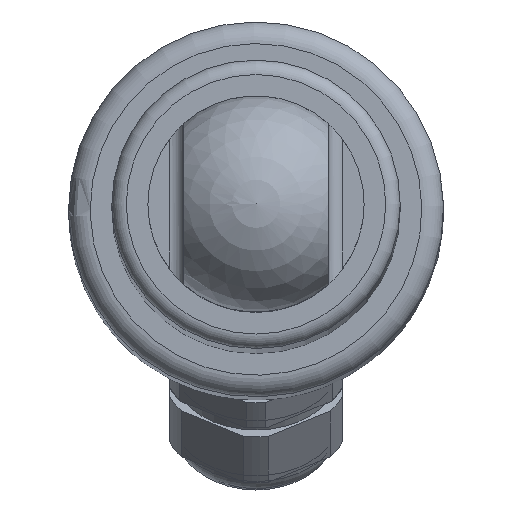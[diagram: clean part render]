
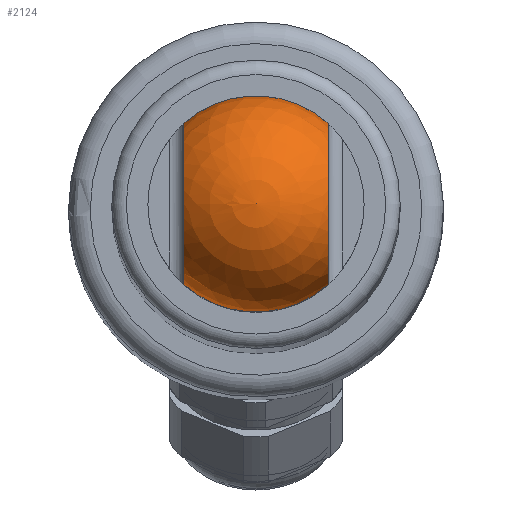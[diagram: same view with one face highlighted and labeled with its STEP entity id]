
A CAD part, top view. The second image highlights one B-rep face of the part: STEP entity #2124.
In plain terms, the highlighted spherical face has radius 7.5 mm.
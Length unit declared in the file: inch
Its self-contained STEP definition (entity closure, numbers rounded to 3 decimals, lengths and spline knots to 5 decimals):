
#56=SPHERICAL_SURFACE('',#2336,0.29528);
#209=FACE_OUTER_BOUND('',#334,.T.);
#334=EDGE_LOOP('',(#1823,#1824,#1825,#1826,#1827,#1828,#1829));
#448=CIRCLE('',#2332,0.29528);
#450=CIRCLE('',#2334,0.29528);
#452=CIRCLE('',#2337,0.22009);
#453=CIRCLE('',#2338,0.29528);
#454=CIRCLE('',#2339,0.22009);
#455=CIRCLE('',#2340,0.22009);
#961=VERTEX_POINT('',#6641);
#962=VERTEX_POINT('',#6643);
#967=VERTEX_POINT('',#6671);
#968=VERTEX_POINT('',#6673);
#971=VERTEX_POINT('',#6690);
#972=VERTEX_POINT('',#6692);
#1258=EDGE_CURVE('',#962,#961,#448,.T.);
#1264=EDGE_CURVE('',#967,#968,#450,.T.);
#1268=EDGE_CURVE('',#961,#971,#452,.T.);
#1269=EDGE_CURVE('',#971,#972,#453,.T.);
#1270=EDGE_CURVE('',#971,#968,#454,.T.);
#1271=EDGE_CURVE('',#967,#962,#455,.T.);
#1823=ORIENTED_EDGE('',*,*,#1258,.T.);
#1824=ORIENTED_EDGE('',*,*,#1268,.T.);
#1825=ORIENTED_EDGE('',*,*,#1269,.T.);
#1826=ORIENTED_EDGE('',*,*,#1269,.F.);
#1827=ORIENTED_EDGE('',*,*,#1270,.T.);
#1828=ORIENTED_EDGE('',*,*,#1264,.F.);
#1829=ORIENTED_EDGE('',*,*,#1271,.T.);
#2124=ADVANCED_FACE('',(#209),#56,.T.);
#2332=AXIS2_PLACEMENT_3D('',#6644,#2806,#2807);
#2334=AXIS2_PLACEMENT_3D('',#6674,#2812,#2813);
#2336=AXIS2_PLACEMENT_3D('',#6689,#2817,#2818);
#2337=AXIS2_PLACEMENT_3D('',#6691,#2819,#2820);
#2338=AXIS2_PLACEMENT_3D('',#6693,#2821,#2822);
#2339=AXIS2_PLACEMENT_3D('',#6694,#2823,#2824);
#2340=AXIS2_PLACEMENT_3D('',#6695,#2825,#2826);
#2806=DIRECTION('center_axis',(0.,0.,1.));
#2807=DIRECTION('ref_axis',(0.667,0.745,0.));
#2812=DIRECTION('center_axis',(0.,0.,-1.));
#2813=DIRECTION('ref_axis',(0.667,-0.745,0.));
#2817=DIRECTION('center_axis',(0.,0.,-1.));
#2818=DIRECTION('ref_axis',(1.,0.,0.));
#2819=DIRECTION('center_axis',(1.,0.,0.));
#2820=DIRECTION('ref_axis',(0.,1.,0.));
#2821=DIRECTION('center_axis',(0.,1.,0.));
#2822=DIRECTION('ref_axis',(-1.,0.,0.));
#2823=DIRECTION('center_axis',(1.,0.,0.));
#2824=DIRECTION('ref_axis',(0.,1.,0.));
#2825=DIRECTION('center_axis',(-1.,0.,0.));
#2826=DIRECTION('ref_axis',(0.,0.,1.));
#6641=CARTESIAN_POINT('',(-0.19685,0.22009,13.69299));
#6643=CARTESIAN_POINT('',(0.19685,0.22009,13.69299));
#6644=CARTESIAN_POINT('Origin',(0.,0.,13.69299));
#6671=CARTESIAN_POINT('',(0.19685,-0.22009,13.69299));
#6673=CARTESIAN_POINT('',(-0.19685,-0.22009,13.69299));
#6674=CARTESIAN_POINT('Origin',(0.,0.,13.69299));
#6689=CARTESIAN_POINT('Origin',(0.,0.,13.69299));
#6690=CARTESIAN_POINT('',(-0.19685,0.,13.91308));
#6691=CARTESIAN_POINT('Origin',(-0.19685,0.,13.69299));
#6692=CARTESIAN_POINT('',(0.,0.,13.98827));
#6693=CARTESIAN_POINT('Origin',(0.,0.,13.69299));
#6694=CARTESIAN_POINT('Origin',(-0.19685,0.,13.69299));
#6695=CARTESIAN_POINT('Origin',(0.19685,0.,13.69299));
